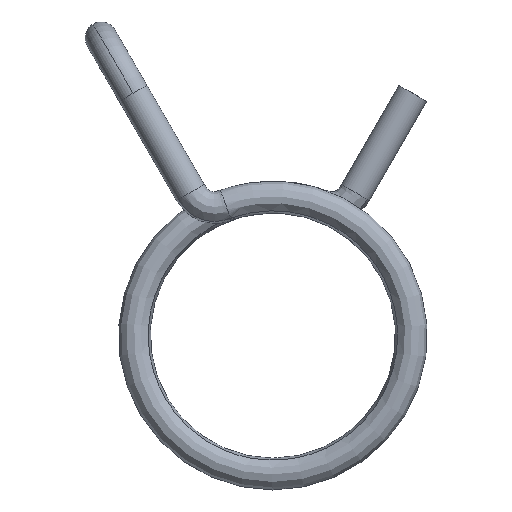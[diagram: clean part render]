
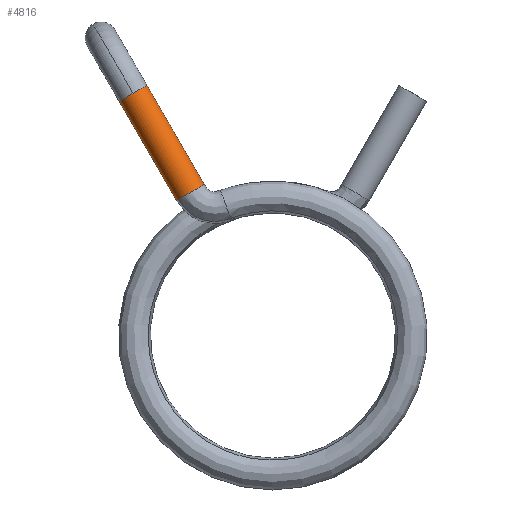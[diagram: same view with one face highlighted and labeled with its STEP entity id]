
A CAD part, top view. The second image highlights one B-rep face of the part: STEP entity #4816.
In plain terms, the highlighted cylindrical face has radius 0.6 mm (diameter 1.2 mm), a partial arc.
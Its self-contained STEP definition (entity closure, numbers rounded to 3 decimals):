
#93 = VERTEX_POINT ( 'NONE', #4973 ) ;
#112 = DIRECTION ( 'NONE',  ( 0.5, -0.866, 0. ) ) ;
#377 = DIRECTION ( 'NONE',  ( 0.75, 0.433, -0.5 ) ) ;
#479 = CARTESIAN_POINT ( 'NONE',  ( -5.77, 8.793, 2.4 ) ) ;
#557 = EDGE_CURVE ( 'NONE', #2521, #1798, #2283, .T. ) ;
#586 = DIRECTION ( 'NONE',  ( 0.75, 0.433, -0.5 ) ) ;
#693 = ORIENTED_EDGE ( 'NONE', *, *, #5922, .T. ) ;
#730 = AXIS2_PLACEMENT_3D ( 'NONE', #5048, #7404, #586 ) ;
#987 = DIRECTION ( 'NONE',  ( 0.5, -0.866, 0. ) ) ;
#1042 = CIRCLE ( 'NONE', #1161, 0.6 ) ;
#1161 = AXIS2_PLACEMENT_3D ( 'NONE', #3865, #987, #377 ) ;
#1267 = EDGE_CURVE ( 'NONE', #93, #2344, #5887, .T. ) ;
#1696 = ORIENTED_EDGE ( 'NONE', *, *, #3907, .F. ) ;
#1739 = ORIENTED_EDGE ( 'NONE', *, *, #5311, .F. ) ;
#1798 = VERTEX_POINT ( 'NONE', #1842 ) ;
#1836 = VERTEX_POINT ( 'NONE', #5999 ) ;
#1842 = CARTESIAN_POINT ( 'NONE',  ( -3.618, 5.067, 2.4 ) ) ;
#2122 = DIRECTION ( 'NONE',  ( 0.866, 0.5, 0. ) ) ;
#2246 = DIRECTION ( 'NONE',  ( 0.75, 0.433, -0.5 ) ) ;
#2283 = CIRCLE ( 'NONE', #4891, 0.6 ) ;
#2344 = VERTEX_POINT ( 'NONE', #5070 ) ;
#2521 = VERTEX_POINT ( 'NONE', #5778 ) ;
#2555 = AXIS2_PLACEMENT_3D ( 'NONE', #2841, #7545, #2246 ) ;
#2841 = CARTESIAN_POINT ( 'NONE',  ( -5.25, 9.093, 2.4 ) ) ;
#3154 = ORIENTED_EDGE ( 'NONE', *, *, #1267, .T. ) ;
#3351 = VECTOR ( 'NONE', #6311, 1000. ) ;
#3420 = LINE ( 'NONE', #479, #3351 ) ;
#3846 = FACE_OUTER_BOUND ( 'NONE', #7308, .T. ) ;
#3865 = CARTESIAN_POINT ( 'NONE',  ( -5.25, 9.093, 2.4 ) ) ;
#3878 = ORIENTED_EDGE ( 'NONE', *, *, #557, .F. ) ;
#3907 = EDGE_CURVE ( 'NONE', #1836, #2521, #5671, .T. ) ;
#4523 = CYLINDRICAL_SURFACE ( 'NONE', #7647, 0.6 ) ;
#4649 = CARTESIAN_POINT ( 'NONE',  ( -4.73, 9.393, 2.4 ) ) ;
#4816 = ADVANCED_FACE ( 'NONE', ( #3846 ), #4523, .T. ) ;
#4863 = EDGE_CURVE ( 'NONE', #7073, #1798, #3420, .T. ) ;
#4891 = AXIS2_PLACEMENT_3D ( 'NONE', #5422, #112, #7197 ) ;
#4973 = CARTESIAN_POINT ( 'NONE',  ( -4.73, 9.393, 2.4 ) ) ;
#5048 = CARTESIAN_POINT ( 'NONE',  ( -3.099, 5.367, 2.4 ) ) ;
#5070 = CARTESIAN_POINT ( 'NONE',  ( -5.25, 9.093, 3. ) ) ;
#5311 = EDGE_CURVE ( 'NONE', #93, #1836, #6020, .T. ) ;
#5422 = CARTESIAN_POINT ( 'NONE',  ( -3.099, 5.367, 2.4 ) ) ;
#5671 = CIRCLE ( 'NONE', #730, 0.6 ) ;
#5778 = CARTESIAN_POINT ( 'NONE',  ( -3.549, 5.107, 2.7 ) ) ;
#5887 = CIRCLE ( 'NONE', #2555, 0.6 ) ;
#5922 = EDGE_CURVE ( 'NONE', #2344, #7073, #1042, .T. ) ;
#5999 = CARTESIAN_POINT ( 'NONE',  ( -2.579, 5.667, 2.4 ) ) ;
#6020 = LINE ( 'NONE', #4649, #7653 ) ;
#6172 = CARTESIAN_POINT ( 'NONE',  ( -5.25, 9.093, 2.4 ) ) ;
#6311 = DIRECTION ( 'NONE',  ( 0.5, -0.866, 0. ) ) ;
#6396 = CARTESIAN_POINT ( 'NONE',  ( -5.77, 8.793, 2.4 ) ) ;
#6719 = DIRECTION ( 'NONE',  ( 0.5, -0.866, 0. ) ) ;
#7008 = DIRECTION ( 'NONE',  ( 0.5, -0.866, 0. ) ) ;
#7073 = VERTEX_POINT ( 'NONE', #6396 ) ;
#7197 = DIRECTION ( 'NONE',  ( 0.75, 0.433, -0.5 ) ) ;
#7308 = EDGE_LOOP ( 'NONE', ( #3154, #693, #7599, #3878, #1696, #1739 ) ) ;
#7404 = DIRECTION ( 'NONE',  ( 0.5, -0.866, 0. ) ) ;
#7545 = DIRECTION ( 'NONE',  ( 0.5, -0.866, 0. ) ) ;
#7599 = ORIENTED_EDGE ( 'NONE', *, *, #4863, .T. ) ;
#7647 = AXIS2_PLACEMENT_3D ( 'NONE', #6172, #6719, #2122 ) ;
#7653 = VECTOR ( 'NONE', #7008, 1000. ) ;
